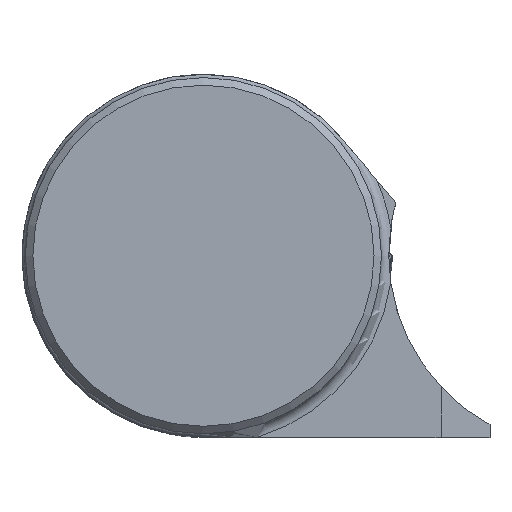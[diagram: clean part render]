
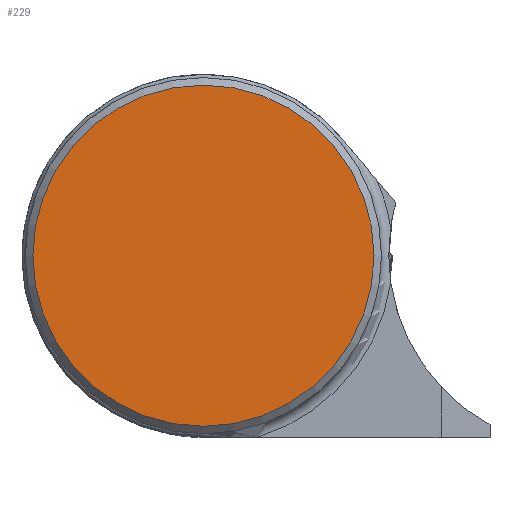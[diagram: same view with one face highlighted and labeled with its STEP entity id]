
A CAD part, top view. The second image highlights one B-rep face of the part: STEP entity #229.
In plain terms, the highlighted planar face has unit normal (0, 0, 1).
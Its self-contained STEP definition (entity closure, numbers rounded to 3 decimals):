
#229=ADVANCED_FACE('',(#374),#324,.F.);
#324=PLANE('',#2031);
#374=FACE_OUTER_BOUND('',#483,.T.);
#483=EDGE_LOOP('',(#847));
#584=CIRCLE('',#2029,15.325);
#847=ORIENTED_EDGE('',*,*,#1501,.F.);
#1300=VERTEX_POINT('',#2926);
#1501=EDGE_CURVE('',#1300,#1300,#584,.T.);
#2029=AXIS2_PLACEMENT_3D('',#2925,#2306,#2307);
#2031=AXIS2_PLACEMENT_3D('',#2928,#2310,#2311);
#2306=DIRECTION('',(0.,0.,-1.));
#2307=DIRECTION('',(1.,0.,0.));
#2310=DIRECTION('',(0.,0.,-1.));
#2311=DIRECTION('',(1.,0.,0.));
#2925=CARTESIAN_POINT('',(0.,0.,0.));
#2926=CARTESIAN_POINT('',(15.325,0.,0.));
#2928=CARTESIAN_POINT('',(0.,0.,0.));
